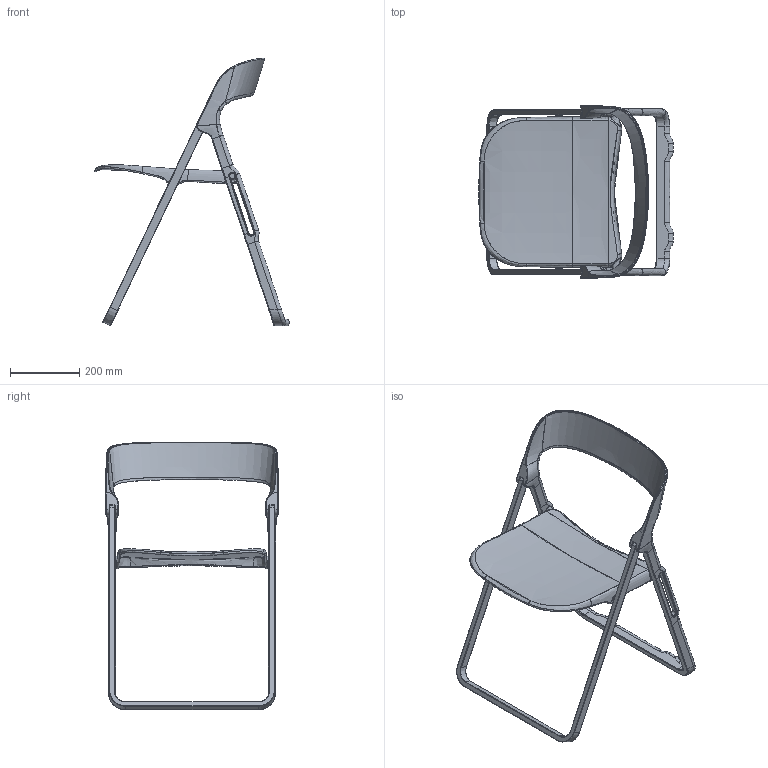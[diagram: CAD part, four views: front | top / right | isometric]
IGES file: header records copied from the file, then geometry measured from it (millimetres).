
Start section: SolidWorks IGES FILE using analytic representation for surfaces SolidWorks IGES FILE using analytic representation for surfaces SolidWorks IGES FILE using analytic representation for surfaces SolidWorks IGES FILE using analytic representation for surfaces SolidWorks IGES FILE using analytic representation for surfaces SolidWorks IGES FILE using analytic representation for surfaces SolidWorks IGES 
Global section: file name: 51Hbek.igs; native system: Rhinoceros ( Mar 31 2006 ); preprocessor: Trout Lake IGES 012 Mar 31 2006; date: 070306.083856; units: millimetre
Bounding box: 562.61 x 500.29 x 774.18 mm (x, y, z)
Surface area: 874432.8 mm2 (no closed solid volume)
Topology: 0 solids, 0 shells, 336 faces, 5801 edges, 5793 vertices
Faces by surface type: bspline 336
